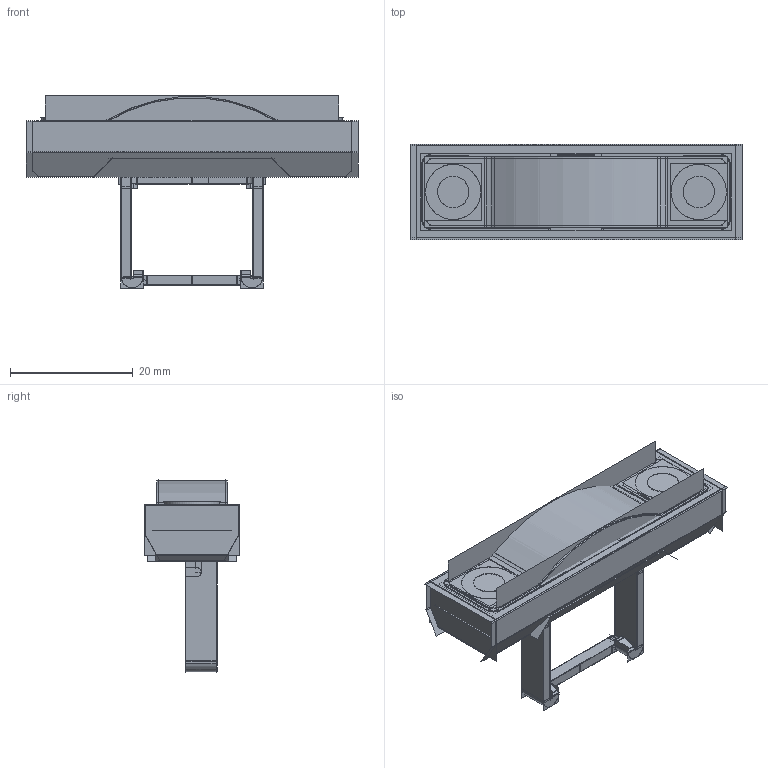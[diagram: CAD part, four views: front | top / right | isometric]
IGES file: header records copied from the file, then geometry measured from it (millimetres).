
Start section:  PTC IGES file: 212877.igs
Global section: file name: 212877.igs; native system: Creo Parametric by PTC Inc.; preprocessor: 2018300; author: pdmadmin; organization: Unknown; date: 20190809.100032; units: millimetre
Bounding box: 54.08 x 15.6 x 31.37 mm (x, y, z)
Volume: 15263.4 mm3; surface area: 126635.7 mm2
Topology: 5 solids, 5 shells, 630 faces, 4032 edges, 5690 vertices
Faces by surface type: bspline 414, revolution 216
